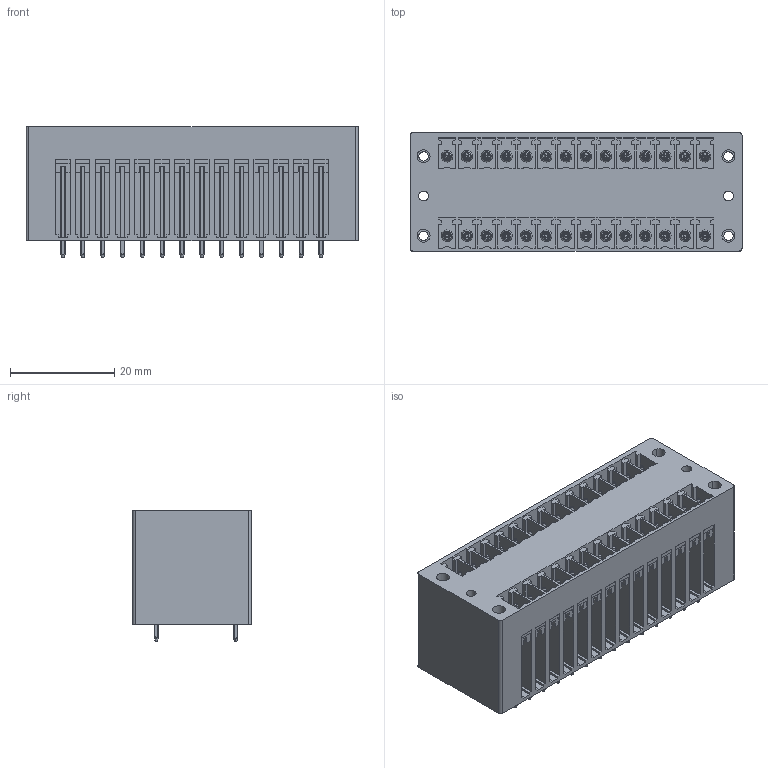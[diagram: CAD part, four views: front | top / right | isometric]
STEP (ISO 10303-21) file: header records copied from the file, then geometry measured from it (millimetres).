
FILE_DESCRIPTION(('CATIA V5 STEP Exchange','CAx-IF Rec.Pracs.--- Model Styling and Organization---1.2---2011-12-15'),'2;1');
FILE_NAME ('D1447157_0', '2018-09-29T11:07:55+00:00', ('none'), ('Weidmueller'), 'CATIA Version 5-6 Release 2014', 'CATIA V5 STEP AP214', 'none');
FILE_SCHEMA(('AUTOMOTIVE_DESIGN { 1 0 10303 214 1 1 1 1 }'));
Length unit declared in the file: millimetre
Products named in the file (1): 1030570000
Bounding box: 63.73 x 22.7 x 25.1 mm (x, y, z)
Volume: 25442.7 mm3; surface area: 15728.5 mm2
Topology: 29 solids, 29 shells, 1604 faces, 4352 edges, 2880 vertices
Faces by surface type: plane 1038, cylinder 334, cone 176, torus 56
Entity records: 50760 total; most frequent: CARTESIAN_POINT 14584, ORIENTED_EDGE 8704, DIRECTION 5308, EDGE_CURVE 4352, VECTOR 3004, LINE 3004, VERTEX_POINT 2880, EDGE_LOOP 1774
